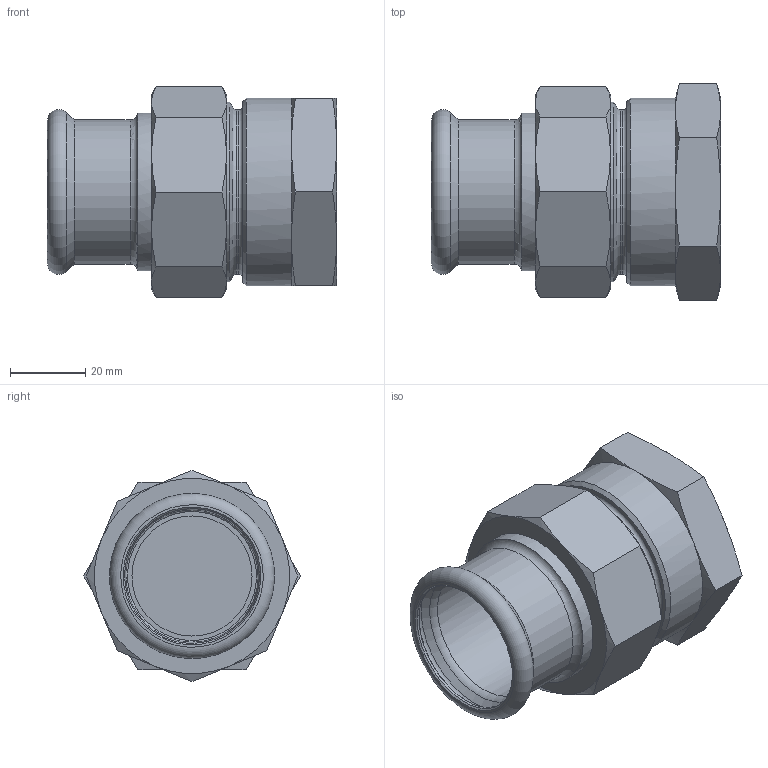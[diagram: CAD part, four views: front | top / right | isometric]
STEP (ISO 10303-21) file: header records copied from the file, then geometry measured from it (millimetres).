
FILE_DESCRIPTION(/* description */ (''),/* implementation_level */ '2;1');
FILE_NAME(/* name */ '45407.stp',/* time_stamp */ '2023-09-08T11:37:48+02:00',/* author */ ('JANAN'),/* organization */ (''),/* preprocessor_version */ 'ST-DEVELOPER v19.2',/* originating_system */ 'Autodesk Inventor 2023',/* authorisation */ '');
FILE_SCHEMA (('AUTOMOTIVE_DESIGN { 1 0 10303 214 3 1 1 }'));
Length unit declared in the file: millimetre
Products named in the file (1): tmp9B10.tmp
Bounding box: 77 x 57.73 x 56.28 mm (x, y, z)
Volume: 84082.7 mm3; surface area: 28286.3 mm2
Topology: 2 solids, 2 shells, 81 faces, 166 edges, 96 vertices
Faces by surface type: cone 36, plane 25, cylinder 11, torus 9
Full cylindrical faces by diameter (mm): 32 x2, 35.3 x1, 35.9 x1, 38.4 x1, 38.952 x1, 42 x1, 43.5 x1, 43.8 x1, 47.803 x1, 50 x1
Entity records: 2317 total; most frequent: CARTESIAN_POINT 579, DIRECTION 351, ORIENTED_EDGE 332, EDGE_CURVE 166, AXIS2_PLACEMENT_3D 159, VERTEX_POINT 96, EDGE_LOOP 90, STYLED_ITEM 83
